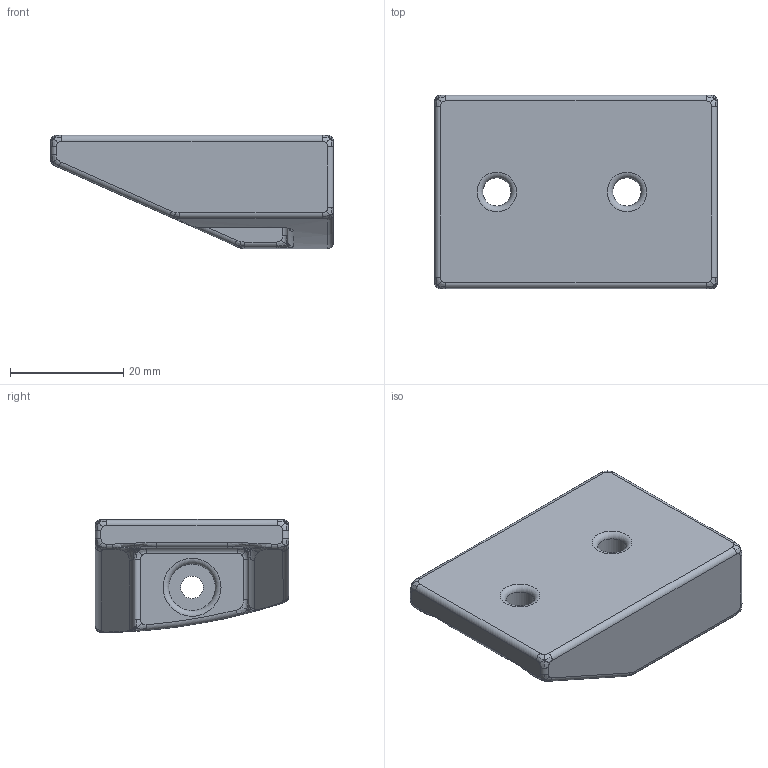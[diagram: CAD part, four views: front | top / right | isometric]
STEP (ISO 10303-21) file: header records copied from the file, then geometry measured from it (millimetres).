
FILE_DESCRIPTION(/* description */ (''),/* implementation_level */ '2;1');
FILE_NAME(/* name */ 'Vinkelbrakket bakstykke v1.step',/* time_stamp */ '2022-05-14T19:02:46+02:00',/* author */ (''),/* organization */ (''),/* preprocessor_version */ 'ST-DEVELOPER v18.1',/* originating_system */ 'Autodesk Translation Framework v10.14.0.1471',/* authorisation */ '');
FILE_SCHEMA (('AUTOMOTIVE_DESIGN { 1 0 10303 214 3 1 1 }'));
Length unit declared in the file: millimetre
Products named in the file (1): Vinkelbrakket bakstykke
Bounding box: 50 x 34.18 x 20.01 mm (x, y, z)
Volume: 16471.2 mm3; surface area: 6491.4 mm2
Topology: 1 solids, 1 shells, 163 faces, 419 edges, 259 vertices
Faces by surface type: bspline 114, cylinder 29, plane 12, torus 8
Full cylindrical faces by diameter (mm): 4 x1, 5 x2, 8.25 x1
Entity records: 12327 total; most frequent: CARTESIAN_POINT 8807, ORIENTED_EDGE 838, DIRECTION 570, EDGE_CURVE 419, VERTEX_POINT 259, AXIS2_PLACEMENT_3D 259, CIRCLE 205, EDGE_LOOP 170
